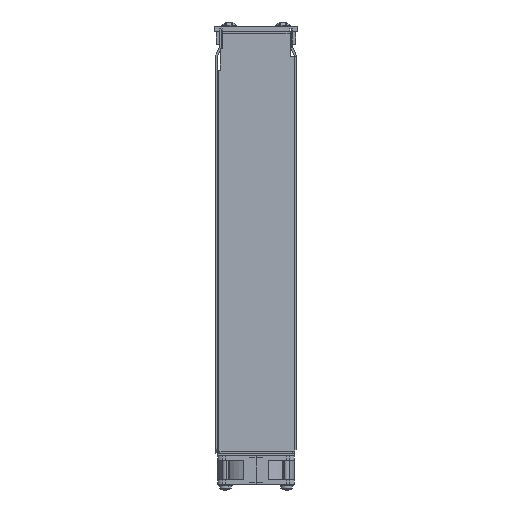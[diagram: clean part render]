
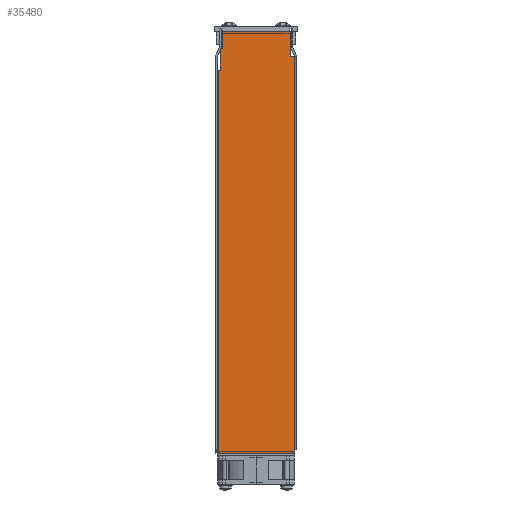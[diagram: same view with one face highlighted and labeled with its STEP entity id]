
A CAD part, left-side view. The second image highlights one B-rep face of the part: STEP entity #35480.
In plain terms, the highlighted face is planar.
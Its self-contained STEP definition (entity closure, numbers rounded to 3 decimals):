
#34339 = VERTEX_POINT ( 'NONE', #57460 ) ;
#34355 = VERTEX_POINT ( 'NONE', #57323 ) ;
#34433 = EDGE_CURVE ( 'NONE', #34339, #34355, #57339, .T. ) ;
#35175 = EDGE_CURVE ( 'NONE', #35176, #35278, #58690, .T. ) ;
#35176 = VERTEX_POINT ( 'NONE', #58686 ) ;
#35186 = EDGE_CURVE ( 'NONE', #35187, #35473, #58553, .T. ) ;
#35187 = VERTEX_POINT ( 'NONE', #58549 ) ;
#35277 = EDGE_CURVE ( 'NONE', #35278, #34339, #58946, .T. ) ;
#35278 = VERTEX_POINT ( 'NONE', #58942 ) ;
#35388 = VERTEX_POINT ( 'NONE', #59043 ) ;
#35390 = EDGE_CURVE ( 'NONE', #35391, #35459, #59042, .T. ) ;
#35391 = VERTEX_POINT ( 'NONE', #59038 ) ;
#35425 = EDGE_CURVE ( 'NONE', #35426, #35391, #59203, .T. ) ;
#35426 = VERTEX_POINT ( 'NONE', #59199 ) ;
#35447 = EDGE_CURVE ( 'NONE', #35473, #35471, #59113, .T. ) ;
#35458 = EDGE_CURVE ( 'NONE', #35459, #35722, #59056, .T. ) ;
#35459 = VERTEX_POINT ( 'NONE', #59052 ) ;
#35461 = EDGE_CURVE ( 'NONE', #35471, #35176, #59276, .T. ) ;
#35471 = VERTEX_POINT ( 'NONE', #59121 ) ;
#35473 = VERTEX_POINT ( 'NONE', #59120 ) ;
#35480 = ADVANCED_FACE ( 'NONE', ( #59158 ), #59157, .F. ) ;
#35481 = EDGE_LOOP ( 'NONE', ( #35482, #35483, #35670, #35711, #35712, #35713, #35714, #35715, #35716, #35717, #35718, #35719, #35720, #35509 ) ) ;
#35482 = ORIENTED_EDGE ( 'NONE', *, *, #35511, .T. ) ;
#35483 = ORIENTED_EDGE ( 'NONE', *, *, #35186, .T. ) ;
#35505 = EDGE_CURVE ( 'NONE', #34355, #35426, #59085, .T. ) ;
#35509 = ORIENTED_EDGE ( 'NONE', *, *, #35675, .T. ) ;
#35511 = EDGE_CURVE ( 'NONE', #35512, #35187, #59285, .T. ) ;
#35512 = VERTEX_POINT ( 'NONE', #59281 ) ;
#35600 = EDGE_CURVE ( 'NONE', #35388, #35676, #59304, .T. ) ;
#35670 = ORIENTED_EDGE ( 'NONE', *, *, #35447, .T. ) ;
#35675 = EDGE_CURVE ( 'NONE', #35676, #35512, #59496, .T. ) ;
#35676 = VERTEX_POINT ( 'NONE', #59452 ) ;
#35711 = ORIENTED_EDGE ( 'NONE', *, *, #35461, .T. ) ;
#35712 = ORIENTED_EDGE ( 'NONE', *, *, #35175, .T. ) ;
#35713 = ORIENTED_EDGE ( 'NONE', *, *, #35277, .T. ) ;
#35714 = ORIENTED_EDGE ( 'NONE', *, *, #34433, .T. ) ;
#35715 = ORIENTED_EDGE ( 'NONE', *, *, #35505, .T. ) ;
#35716 = ORIENTED_EDGE ( 'NONE', *, *, #35425, .T. ) ;
#35717 = ORIENTED_EDGE ( 'NONE', *, *, #35390, .T. ) ;
#35718 = ORIENTED_EDGE ( 'NONE', *, *, #35458, .T. ) ;
#35719 = ORIENTED_EDGE ( 'NONE', *, *, #35721, .T. ) ;
#35720 = ORIENTED_EDGE ( 'NONE', *, *, #35600, .T. ) ;
#35721 = EDGE_CURVE ( 'NONE', #35722, #35388, #59584, .T. ) ;
#35722 = VERTEX_POINT ( 'NONE', #59580 ) ;
#57323 = CARTESIAN_POINT ( 'NONE',  ( 448., 219., 0.012 ) ) ;
#57336 = DIRECTION ( 'NONE',  ( 0., 0., 1. ) ) ;
#57337 = VECTOR ( 'NONE', #57336, 1000. ) ;
#57338 = CARTESIAN_POINT ( 'NONE',  ( 448., 219., -0.988 ) ) ;
#57339 = LINE ( 'NONE', #57338, #57337 ) ;
#57460 = CARTESIAN_POINT ( 'NONE',  ( 448., 219., -0.988 ) ) ;
#58549 = CARTESIAN_POINT ( 'NONE',  ( 448., 21., -41.588 ) ) ;
#58550 = DIRECTION ( 'NONE',  ( 0., 1., 0. ) ) ;
#58551 = VECTOR ( 'NONE', #58550, 1000. ) ;
#58552 = CARTESIAN_POINT ( 'NONE',  ( 448., 21., -41.588 ) ) ;
#58553 = LINE ( 'NONE', #58552, #58551 ) ;
#58686 = CARTESIAN_POINT ( 'NONE',  ( 448., 221., -40.588 ) ) ;
#58687 = DIRECTION ( 'NONE',  ( 0., 0., 1. ) ) ;
#58688 = VECTOR ( 'NONE', #58687, 1000. ) ;
#58689 = CARTESIAN_POINT ( 'NONE',  ( 448., 221., -40.588 ) ) ;
#58690 = LINE ( 'NONE', #58689, #58688 ) ;
#58942 = CARTESIAN_POINT ( 'NONE',  ( 448., 221., -0.988 ) ) ;
#58943 = DIRECTION ( 'NONE',  ( 0., -1., 0. ) ) ;
#58944 = VECTOR ( 'NONE', #58943, 1000. ) ;
#58945 = CARTESIAN_POINT ( 'NONE',  ( 448., 219., -0.988 ) ) ;
#58946 = LINE ( 'NONE', #58945, #58944 ) ;
#59038 = CARTESIAN_POINT ( 'NONE',  ( 448., 13.97, -3.544 ) ) ;
#59039 = DIRECTION ( 'NONE',  ( 0., -1., 0. ) ) ;
#59040 = VECTOR ( 'NONE', #59039, 1000. ) ;
#59041 = CARTESIAN_POINT ( 'NONE',  ( 448., 1., -3.544 ) ) ;
#59042 = LINE ( 'NONE', #59041, #59040 ) ;
#59043 = CARTESIAN_POINT ( 'NONE',  ( 448., 9.763, -38.972 ) ) ;
#59052 = CARTESIAN_POINT ( 'NONE',  ( 448., 1., -3.544 ) ) ;
#59053 = DIRECTION ( 'NONE',  ( 0., 0., -1. ) ) ;
#59054 = VECTOR ( 'NONE', #59053, 1000. ) ;
#59055 = CARTESIAN_POINT ( 'NONE',  ( 448., 1., -38.972 ) ) ;
#59056 = LINE ( 'NONE', #59055, #59054 ) ;
#59082 = DIRECTION ( 'NONE',  ( 0., -1., 0. ) ) ;
#59083 = VECTOR ( 'NONE', #59082, 1000. ) ;
#59084 = CARTESIAN_POINT ( 'NONE',  ( 448., 13.97, 0. ) ) ;
#59085 = LINE ( 'NONE', #59084, #59083 ) ;
#59110 = DIRECTION ( 'NONE',  ( 0., 0., 1. ) ) ;
#59111 = VECTOR ( 'NONE', #59110, 1000. ) ;
#59112 = CARTESIAN_POINT ( 'NONE',  ( 448., 219., -41.588 ) ) ;
#59113 = LINE ( 'NONE', #59112, #59111 ) ;
#59120 = CARTESIAN_POINT ( 'NONE',  ( 448., 219., -41.588 ) ) ;
#59121 = CARTESIAN_POINT ( 'NONE',  ( 448., 219., -40.588 ) ) ;
#59153 = DIRECTION ( 'NONE',  ( 0., 0., -1. ) ) ;
#59154 = DIRECTION ( 'NONE',  ( -1., 0., 0. ) ) ;
#59155 = CARTESIAN_POINT ( 'NONE',  ( 448., 221., -0.988 ) ) ;
#59156 = AXIS2_PLACEMENT_3D ( 'NONE', #59155, #59154, #59153 ) ;
#59157 = PLANE ( 'NONE',  #59156 ) ;
#59158 = FACE_OUTER_BOUND ( 'NONE', #35481, .T. ) ;
#59199 = CARTESIAN_POINT ( 'NONE',  ( 448., 13.97, 0. ) ) ;
#59200 = DIRECTION ( 'NONE',  ( 0., 0., -1. ) ) ;
#59201 = VECTOR ( 'NONE', #59200, 1000. ) ;
#59202 = CARTESIAN_POINT ( 'NONE',  ( 448., 13.97, 0. ) ) ;
#59203 = LINE ( 'NONE', #59202, #59201 ) ;
#59273 = DIRECTION ( 'NONE',  ( 0., 1., 0. ) ) ;
#59274 = VECTOR ( 'NONE', #59273, 1000. ) ;
#59275 = CARTESIAN_POINT ( 'NONE',  ( 448., 219., -40.588 ) ) ;
#59276 = LINE ( 'NONE', #59275, #59274 ) ;
#59281 = CARTESIAN_POINT ( 'NONE',  ( 448., 21., -39.988 ) ) ;
#59282 = DIRECTION ( 'NONE',  ( 0., 0., -1. ) ) ;
#59283 = VECTOR ( 'NONE', #59282, 1000. ) ;
#59284 = CARTESIAN_POINT ( 'NONE',  ( 448., 21., -41.588 ) ) ;
#59285 = LINE ( 'NONE', #59284, #59283 ) ;
#59301 = DIRECTION ( 'NONE',  ( 0., 0., -1. ) ) ;
#59302 = VECTOR ( 'NONE', #59301, 1000. ) ;
#59303 = CARTESIAN_POINT ( 'NONE',  ( 448., 9.763, -39.988 ) ) ;
#59304 = LINE ( 'NONE', #59303, #59302 ) ;
#59452 = CARTESIAN_POINT ( 'NONE',  ( 448., 9.763, -39.988 ) ) ;
#59493 = DIRECTION ( 'NONE',  ( 0., 1., 0. ) ) ;
#59494 = VECTOR ( 'NONE', #59493, 1000. ) ;
#59495 = CARTESIAN_POINT ( 'NONE',  ( 448., 9.763, -39.988 ) ) ;
#59496 = LINE ( 'NONE', #59495, #59494 ) ;
#59580 = CARTESIAN_POINT ( 'NONE',  ( 448., 1., -38.972 ) ) ;
#59581 = DIRECTION ( 'NONE',  ( 0., 1., 0. ) ) ;
#59582 = VECTOR ( 'NONE', #59581, 1000. ) ;
#59583 = CARTESIAN_POINT ( 'NONE',  ( 448., 1., -38.972 ) ) ;
#59584 = LINE ( 'NONE', #59583, #59582 ) ;
